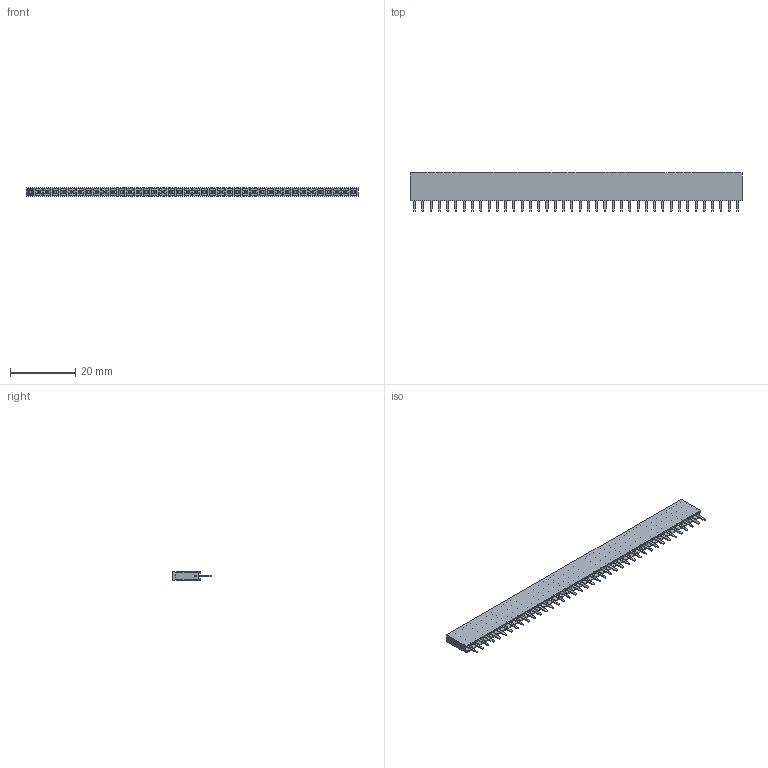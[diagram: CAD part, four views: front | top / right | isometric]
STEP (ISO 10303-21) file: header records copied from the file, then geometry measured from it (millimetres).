
FILE_DESCRIPTION(('STEP AP214'),'1');
FILE_NAME('female_header_a-bl254-eg-g40d.stp','2017-04-01T04:45:07',('TraceParts'),('TraceParts S.A.'),'Spatial InterOp 3D',' ',' ');
FILE_SCHEMA(('automotive_design'));
Length unit declared in the file: millimetre
Products named in the file (1): female_header_a-bl254-eg-g40d
Bounding box: 101.85 x 11.7 x 2.5 mm (x, y, z)
Volume: 935.2 mm3; surface area: 5230.1 mm2
Topology: 1 solids, 1 shells, 1346 faces, 4146 edges, 2764 vertices
Faces by surface type: plane 1184, cylinder 162
Entity records: 56678 total; most frequent: ORIENTED_EDGE 8292, CARTESIAN_POINT 8257, DIRECTION 7164, EDGE_CURVE 4146, LINE 3822, VECTOR 3822, VERTEX_POINT 2764, AXIS2_PLACEMENT_3D 1671
